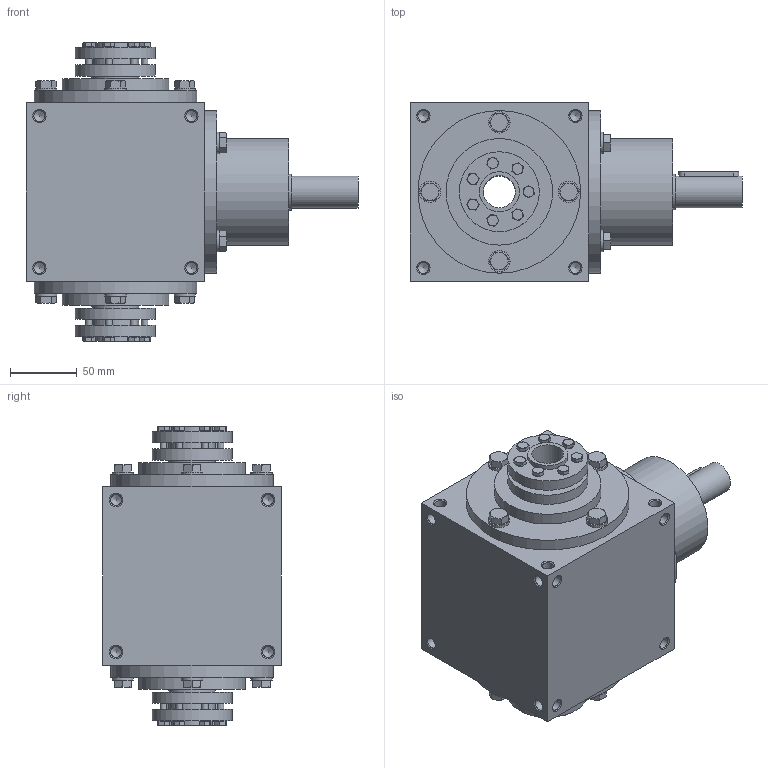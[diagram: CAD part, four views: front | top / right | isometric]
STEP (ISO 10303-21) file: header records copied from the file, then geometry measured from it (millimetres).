
FILE_DESCRIPTION( ( 'STEP AP214' ), ' ' );
FILE_NAME( 'RA134_C2_R.1_1.5.stp', '2017-10-01T13:56:04', ( '' ), ( '' ), ' ', 'PARTsolutions', ' ' );
FILE_SCHEMA( ( 'AUTOMOTIVE_DESIGN { 1 0 10303 214 1 1 1 1 }' ) );
Length unit declared in the file: millimetre
Products named in the file (5): RA134_C2_R.1/1.5; _RA1342-case; _RC134-shaft; _RC_RR134-screw; _RA134-shrink_disk
Assembly tree (16 placements, depth 2):
  RA134_C2_R.1/1.5
    _RA1342-case
    _RC134-shaft
    _RC_RR134-screw  x12
    _RA134-shrink_disk  x2
Bounding box: 249 x 134 x 224 mm (x, y, z)
Volume: 3093356.4 mm3; surface area: 226960.4 mm2
Topology: 16 solids, 16 shells, 574 faces, 1360 edges, 845 vertices
Faces by surface type: plane 253, cone 206, cylinder 115
Full cylindrical faces by diameter (mm): 5 x14, 6.647 x1, 6.88 x14, 8.376 x48, 16 x12, 24 x3, 26 x1, 27 x2, 30 x4, 35 x4, 60 x4, 80 x3, 122 x3
Entity records: 9956 total; most frequent: CARTESIAN_POINT 1664, DIRECTION 1288, ORIENTED_EDGE 1010, AXIS2_PLACEMENT_3D 586, EDGE_CURVE 505, EDGE_LOOP 462, VERTEX_POINT 394, FACE_OUTER_BOUND 362
